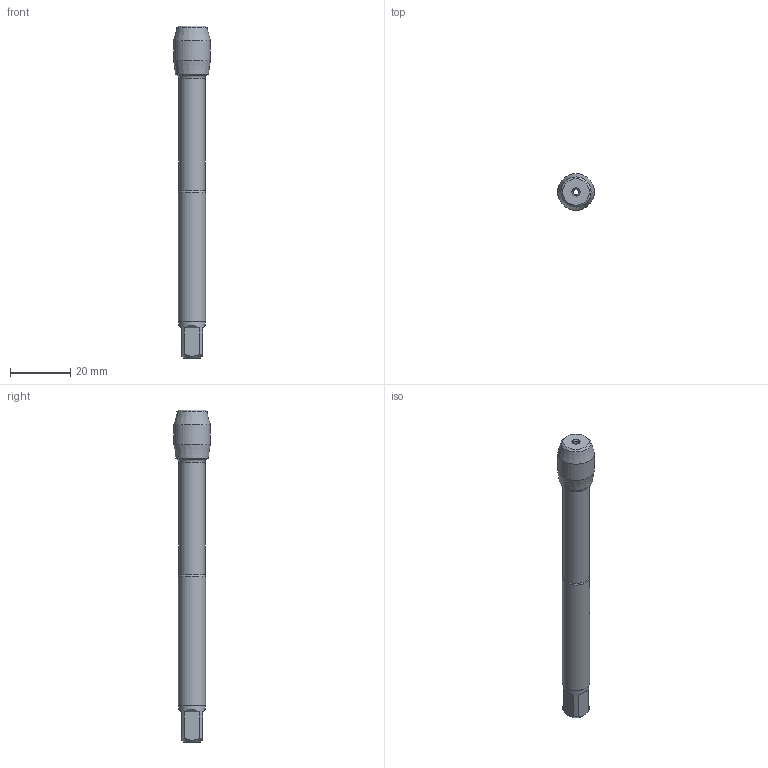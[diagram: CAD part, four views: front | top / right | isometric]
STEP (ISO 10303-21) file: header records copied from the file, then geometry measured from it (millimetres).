
FILE_DESCRIPTION(/* description */ (''),/* implementation_level */ '2;1');
FILE_NAME(/* name */ 'd604_20220107_085221_tb_1.stp',/* time_stamp */ '2022-01-07T08:53:49+01:00',/* author */ (''),/* organization */ ('SMS'),/* preprocessor_version */ 'ST-DEVELOPER v16.7',/* originating_system */ 'SIEMENS PLM Software NX 12.0',/* authorisation */ '');
FILE_SCHEMA (('AUTOMOTIVE_DESIGN { 1 0 10303 214 3 1 1 1 }'));
Length unit declared in the file: millimetre
Products named in the file (1): D604_20220107_085221_TB_1
Bounding box: 12.17 x 12.17 x 110 mm (x, y, z)
Volume: 6990.6 mm3; surface area: 3989 mm2
Topology: 1 solids, 1 shells, 25 faces, 120 edges, 160 vertices
Faces by surface type: plane 10, cone 8, cylinder 5, torus 2
Full cylindrical faces by diameter (mm): 2 x1, 8.64 x1, 8.7 x1, 9 x1, 12.172 x1
Entity records: 1209 total; most frequent: CARTESIAN_POINT 182, DIRECTION 171, ORIENTED_EDGE 80, LINE 69, VECTOR 69, STYLED_ITEM 65, PRESENTATION_STYLE_ASSIGNMENT 65, CURVE_STYLE 58
